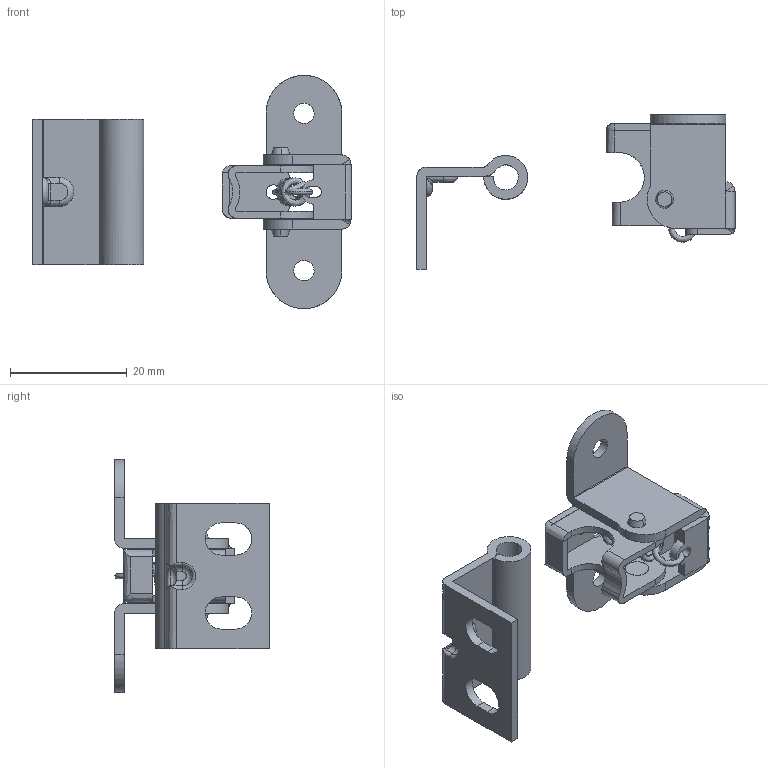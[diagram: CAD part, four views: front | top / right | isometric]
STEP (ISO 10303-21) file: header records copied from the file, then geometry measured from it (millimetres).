
FILE_DESCRIPTION((''),'2;1');
FILE_NAME('','2007-03-27T16:41:47',(''),(''),'','CADfix','');
FILE_SCHEMA(('AUTOMOTIVE_DESIGN { 1 0 10303 214 1 1 1 1 }'));
Length unit declared in the file: millimetre
Bounding box: 54.6 x 26.5 x 40 mm (x, y, z)
Volume: 3951.6 mm3; surface area: 6396 mm2
Topology: 6 solids, 6 shells, 185 faces, 561 edges, 388 vertices
Faces by surface type: bspline 185
Entity records: 22236 total; most frequent: CARTESIAN_POINT 19015, ORIENTED_EDGE 1118, EDGE_CURVE 559, VERTEX_POINT 388, QUASI_UNIFORM_CURVE 257, EDGE_LOOP 209, FACE_OUTER_BOUND 185, ADVANCED_FACE 185
